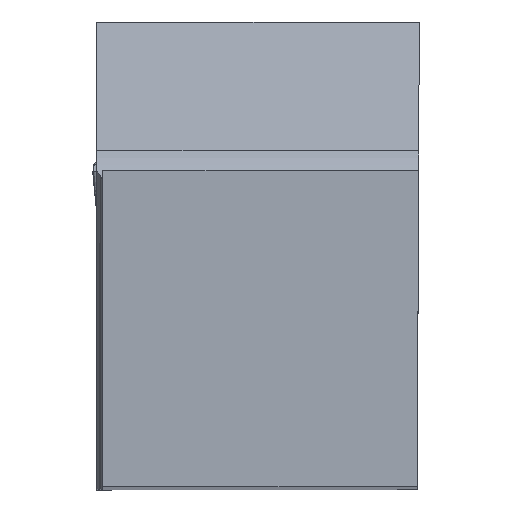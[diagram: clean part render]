
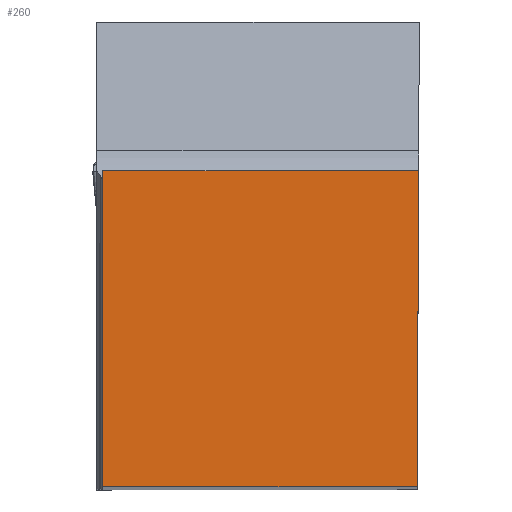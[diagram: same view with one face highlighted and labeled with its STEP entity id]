
A CAD part, top view. The second image highlights one B-rep face of the part: STEP entity #260.
In plain terms, the highlighted planar face has unit normal (0, 0, 1).
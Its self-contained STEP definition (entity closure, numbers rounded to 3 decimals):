
#260=ADVANCED_FACE('CU_BACK_SU1',(#425),#363,.F.);
#363=PLANE('',#2139);
#425=FACE_OUTER_BOUND('',#536,.T.);
#536=EDGE_LOOP('',(#844,#845,#846,#847));
#844=ORIENTED_EDGE('',*,*,#1544,.T.);
#845=ORIENTED_EDGE('',*,*,#1493,.T.);
#846=ORIENTED_EDGE('',*,*,#1499,.T.);
#847=ORIENTED_EDGE('',*,*,#1546,.F.);
#1298=VERTEX_POINT('',#2780);
#1305=VERTEX_POINT('',#2795);
#1309=VERTEX_POINT('',#2813);
#1333=VERTEX_POINT('',#2954);
#1493=EDGE_CURVE('',#1298,#1305,#1771,.T.);
#1499=EDGE_CURVE('',#1305,#1309,#1775,.T.);
#1544=EDGE_CURVE('',#1333,#1298,#1804,.T.);
#1546=EDGE_CURVE('',#1333,#1309,#1806,.T.);
#1771=LINE('',#2796,#1924);
#1775=LINE('',#2814,#1928);
#1804=LINE('',#2953,#1957);
#1806=LINE('',#2957,#1959);
#1924=VECTOR('',#2317,1.);
#1928=VECTOR('',#2327,1.);
#1957=VECTOR('',#2418,1.);
#1959=VECTOR('',#2422,1.);
#2139=AXIS2_PLACEMENT_3D('',#2958,#2423,#2424);
#2317=DIRECTION('',(0.004,1.,0.));
#2327=DIRECTION('',(-1.,0.,0.));
#2418=DIRECTION('',(1.,0.,0.));
#2422=DIRECTION('',(0.,1.,0.));
#2423=DIRECTION('',(0.,0.,-1.));
#2424=DIRECTION('',(0.,-1.,0.));
#2780=CARTESIAN_POINT('',(-0.087,0.,0.));
#2795=CARTESIAN_POINT('',(0.,19.875,0.));
#2796=CARTESIAN_POINT('',(0.088,39.975,0.));
#2813=CARTESIAN_POINT('',(-19.875,19.875,0.));
#2814=CARTESIAN_POINT('',(22.994,19.875,0.));
#2953=CARTESIAN_POINT('',(22.994,0.,0.));
#2954=CARTESIAN_POINT('',(-19.875,0.,0.));
#2957=CARTESIAN_POINT('',(-19.875,39.875,0.));
#2958=CARTESIAN_POINT('',(22.994,39.875,0.));
